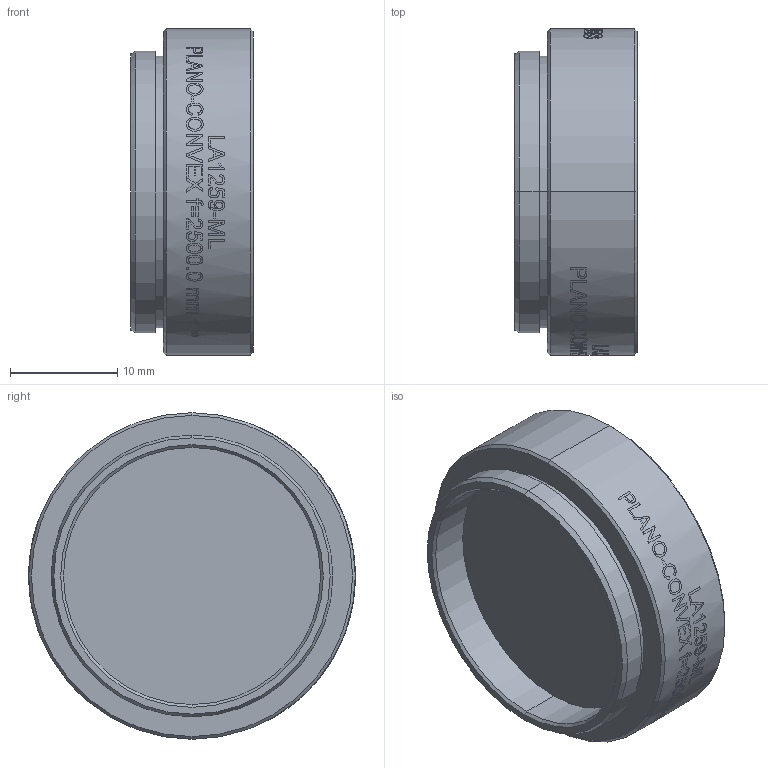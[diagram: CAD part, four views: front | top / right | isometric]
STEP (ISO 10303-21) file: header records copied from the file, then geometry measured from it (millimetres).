
FILE_DESCRIPTION (( 'STEP AP203' ), '1' );
FILE_NAME ('TTN162143-E0W.STEP', '2019-06-24T13:26:27', ( '' ), ( '' ), 'SwSTEP 2.0', 'SolidWorks 2018', '' );
FILE_SCHEMA (( 'CONFIG_CONTROL_DESIGN' ));
Length unit declared in the file: millimetre
Products named in the file (1): TTN162143-E0W
Bounding box: 11.43 x 30.48 x 30.48 mm (x, y, z)
Volume: 3106.6 mm3; surface area: 4295.9 mm2
Topology: 3 solids, 3 shells, 138 faces, 787 edges, 730 vertices
Faces by surface type: cylinder 90, cone 26, plane 20, sphere 2
Entity records: 12627 total; most frequent: CARTESIAN_POINT 6563, ORIENTED_EDGE 1574, DIRECTION 873, EDGE_CURVE 787, VERTEX_POINT 730, B_SPLINE_CURVE_WITH_KNOTS 408, AXIS2_PLACEMENT_3D 355, EDGE_LOOP 217
